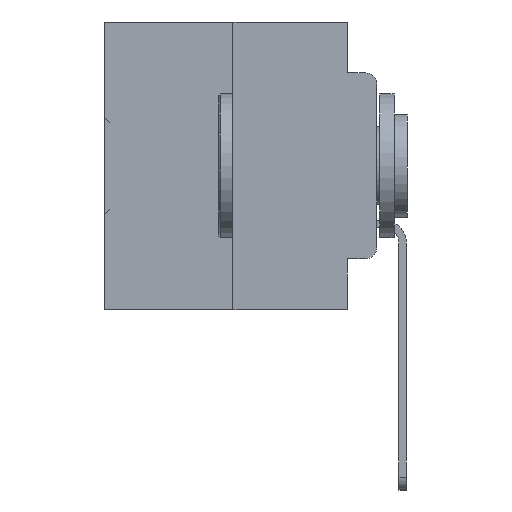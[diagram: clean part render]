
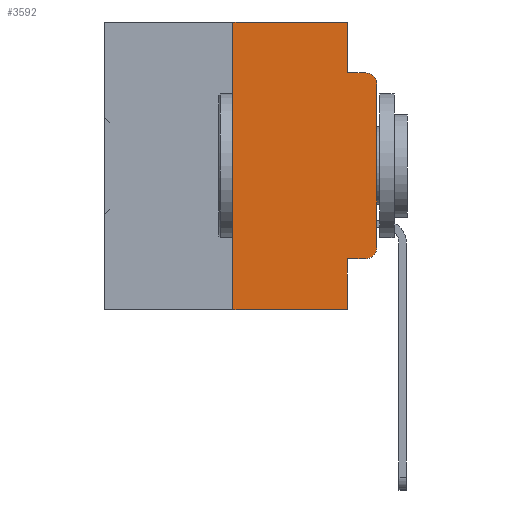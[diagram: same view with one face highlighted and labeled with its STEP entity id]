
A CAD part, left-side view. The second image highlights one B-rep face of the part: STEP entity #3592.
In plain terms, the highlighted planar face has unit normal (-1, 0, 0).
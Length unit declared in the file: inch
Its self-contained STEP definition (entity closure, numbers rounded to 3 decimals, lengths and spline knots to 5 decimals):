
#322 = FACE_OUTER_BOUND ( 'NONE', #22551, .T. ) ;
#453 = LINE ( 'NONE', #13583, #36460 ) ;
#544 = ORIENTED_EDGE ( 'NONE', *, *, #18195, .T. ) ;
#668 = VECTOR ( 'NONE', #21833, 39.37008 ) ;
#1004 = LINE ( 'NONE', #36800, #23483 ) ;
#1309 = CARTESIAN_POINT ( 'NONE',  ( 0., 0.473, -0.5 ) ) ;
#1937 = DIRECTION ( 'NONE',  ( 0., -1., 0. ) ) ;
#2752 = DIRECTION ( 'NONE',  ( 1., 0., 0. ) ) ;
#3592 = ADVANCED_FACE ( 'NONE', ( #322 ), #20319, .F. ) ;
#3623 = VERTEX_POINT ( 'NONE', #37688 ) ;
#3749 = CARTESIAN_POINT ( 'NONE',  ( 0., 0.02, -0.3915 ) ) ;
#4348 = ORIENTED_EDGE ( 'NONE', *, *, #6238, .F. ) ;
#4589 = VERTEX_POINT ( 'NONE', #22426 ) ;
#4820 = CARTESIAN_POINT ( 'NONE',  ( 0., 0.051, -0.0885 ) ) ;
#5187 = DIRECTION ( 'NONE',  ( -1., 0., 0. ) ) ;
#5512 = LINE ( 'NONE', #6916, #27849 ) ;
#5773 = AXIS2_PLACEMENT_3D ( 'NONE', #3749, #24185, #6744 ) ;
#6238 = EDGE_CURVE ( 'NONE', #31793, #37076, #11368, .T. ) ;
#6744 = DIRECTION ( 'NONE',  ( 0., 0., -1. ) ) ;
#6748 = EDGE_CURVE ( 'NONE', #17595, #28442, #16324, .T. ) ;
#6916 = CARTESIAN_POINT ( 'NONE',  ( 0., 0., 0. ) ) ;
#7062 = VECTOR ( 'NONE', #7800, 39.37008 ) ;
#7617 = CARTESIAN_POINT ( 'NONE',  ( 0., 0., -0.3915 ) ) ;
#7800 = DIRECTION ( 'NONE',  ( 0., -1., 0. ) ) ;
#8339 = ORIENTED_EDGE ( 'NONE', *, *, #6748, .T. ) ;
#9311 = ORIENTED_EDGE ( 'NONE', *, *, #28237, .T. ) ;
#9541 = LINE ( 'NONE', #1309, #668 ) ;
#9665 = CARTESIAN_POINT ( 'NONE',  ( 0., 0.051, -0.5 ) ) ;
#11368 = LINE ( 'NONE', #12680, #26784 ) ;
#12680 = CARTESIAN_POINT ( 'NONE',  ( 0., 0.051, 0. ) ) ;
#12694 = ORIENTED_EDGE ( 'NONE', *, *, #20152, .T. ) ;
#13238 = VERTEX_POINT ( 'NONE', #7617 ) ;
#13583 = CARTESIAN_POINT ( 'NONE',  ( 0., 0.051, 0. ) ) ;
#14017 = CARTESIAN_POINT ( 'NONE',  ( 0., 0.25, 0. ) ) ;
#15285 = ORIENTED_EDGE ( 'NONE', *, *, #37329, .F. ) ;
#15521 = CIRCLE ( 'NONE', #5773, 0.02 ) ;
#15715 = ORIENTED_EDGE ( 'NONE', *, *, #22661, .T. ) ;
#16324 = CIRCLE ( 'NONE', #19192, 0.02 ) ;
#16361 = VECTOR ( 'NONE', #34214, 39.37008 ) ;
#16671 = CARTESIAN_POINT ( 'NONE',  ( 0., 0.051, 0. ) ) ;
#17566 = VERTEX_POINT ( 'NONE', #36206 ) ;
#17595 = VERTEX_POINT ( 'NONE', #21995 ) ;
#18195 = EDGE_CURVE ( 'NONE', #3623, #13238, #15521, .T. ) ;
#19083 = VERTEX_POINT ( 'NONE', #16671 ) ;
#19192 = AXIS2_PLACEMENT_3D ( 'NONE', #22659, #5187, #25606 ) ;
#20152 = EDGE_CURVE ( 'NONE', #31793, #3623, #29144, .T. ) ;
#20319 = PLANE ( 'NONE',  #25214 ) ;
#20361 = DIRECTION ( 'NONE',  ( 0., -1., 0. ) ) ;
#21159 = ORIENTED_EDGE ( 'NONE', *, *, #23820, .F. ) ;
#21833 = DIRECTION ( 'NONE',  ( 0., -1., 0. ) ) ;
#21995 = CARTESIAN_POINT ( 'NONE',  ( 0., 0., -0.1085 ) ) ;
#22426 = CARTESIAN_POINT ( 'NONE',  ( 0., 0.25, -0.5 ) ) ;
#22551 = EDGE_LOOP ( 'NONE', ( #9311, #8339, #24263, #23276, #15285, #21159, #15715, #4348, #12694, #544 ) ) ;
#22570 = LINE ( 'NONE', #4820, #7062 ) ;
#22659 = CARTESIAN_POINT ( 'NONE',  ( 0., 0.02, -0.1085 ) ) ;
#22661 = EDGE_CURVE ( 'NONE', #4589, #37076, #9541, .T. ) ;
#23230 = DIRECTION ( 'NONE',  ( 0., 0., -1. ) ) ;
#23276 = ORIENTED_EDGE ( 'NONE', *, *, #25792, .F. ) ;
#23483 = VECTOR ( 'NONE', #1937, 39.37008 ) ;
#23820 = EDGE_CURVE ( 'NONE', #4589, #34476, #30845, .T. ) ;
#24185 = DIRECTION ( 'NONE',  ( -1., 0., 0. ) ) ;
#24263 = ORIENTED_EDGE ( 'NONE', *, *, #33483, .F. ) ;
#25214 = AXIS2_PLACEMENT_3D ( 'NONE', #37545, #2752, #23230 ) ;
#25606 = DIRECTION ( 'NONE',  ( 0., 0., -1. ) ) ;
#25792 = EDGE_CURVE ( 'NONE', #19083, #17566, #453, .T. ) ;
#26784 = VECTOR ( 'NONE', #32904, 39.37008 ) ;
#27849 = VECTOR ( 'NONE', #32933, 39.37008 ) ;
#28237 = EDGE_CURVE ( 'NONE', #13238, #17595, #5512, .T. ) ;
#28442 = VERTEX_POINT ( 'NONE', #34028 ) ;
#29144 = LINE ( 'NONE', #31896, #35835 ) ;
#29232 = CARTESIAN_POINT ( 'NONE',  ( 0., 0.051, -0.4115 ) ) ;
#30845 = LINE ( 'NONE', #14017, #16361 ) ;
#30937 = DIRECTION ( 'NONE',  ( 0., 0., -1. ) ) ;
#31793 = VERTEX_POINT ( 'NONE', #29232 ) ;
#31896 = CARTESIAN_POINT ( 'NONE',  ( 0., 0.051, -0.4115 ) ) ;
#32855 = CARTESIAN_POINT ( 'NONE',  ( 0., 0.25, 0. ) ) ;
#32904 = DIRECTION ( 'NONE',  ( 0., 0., -1. ) ) ;
#32933 = DIRECTION ( 'NONE',  ( 0., 0., 1. ) ) ;
#33483 = EDGE_CURVE ( 'NONE', #17566, #28442, #22570, .T. ) ;
#34028 = CARTESIAN_POINT ( 'NONE',  ( 0., 0.02, -0.0885 ) ) ;
#34214 = DIRECTION ( 'NONE',  ( 0., 0., 1. ) ) ;
#34476 = VERTEX_POINT ( 'NONE', #32855 ) ;
#35835 = VECTOR ( 'NONE', #20361, 39.37008 ) ;
#36206 = CARTESIAN_POINT ( 'NONE',  ( 0., 0.051, -0.0885 ) ) ;
#36460 = VECTOR ( 'NONE', #30937, 39.37008 ) ;
#36800 = CARTESIAN_POINT ( 'NONE',  ( 0., 0.473, 0. ) ) ;
#37076 = VERTEX_POINT ( 'NONE', #9665 ) ;
#37329 = EDGE_CURVE ( 'NONE', #34476, #19083, #1004, .T. ) ;
#37545 = CARTESIAN_POINT ( 'NONE',  ( 0., 0.473, 0. ) ) ;
#37688 = CARTESIAN_POINT ( 'NONE',  ( 0., 0.02, -0.4115 ) ) ;
